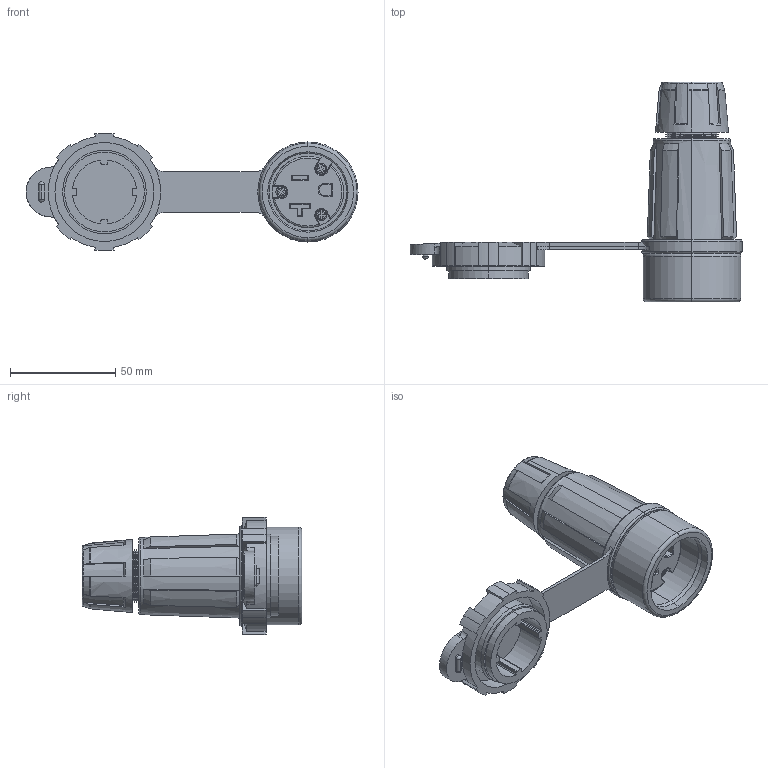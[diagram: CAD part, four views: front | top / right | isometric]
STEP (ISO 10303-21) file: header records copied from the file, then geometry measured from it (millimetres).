
FILE_DESCRIPTION (( 'STEP AP214' ), '1' );
FILE_NAME ('15W33BRY.STEP', '2014-06-19T13:51:35', ( '' ), ( '' ), 'SwSTEP 2.0', 'SolidWorks 2013', '' );
FILE_SCHEMA (( 'AUTOMOTIVE_DESIGN' ));
Length unit declared in the file: inch
Products named in the file (1): 15W33BRY
Bounding box: 157.48 x 104.27 x 55.88 mm (x, y, z)
Volume: 122780.3 mm3; surface area: 38547.1 mm2
Topology: 1 solids, 1 shells, 389 faces, 979 edges, 621 vertices
Faces by surface type: plane 189, cylinder 89, cone 74, torus 29, bspline 6, sphere 2
Entity records: 13460 total; most frequent: CARTESIAN_POINT 2391, DIRECTION 2041, ORIENTED_EDGE 1954, EDGE_CURVE 977, AXIS2_PLACEMENT_3D 759, VERTEX_POINT 621, LINE 523, VECTOR 523
